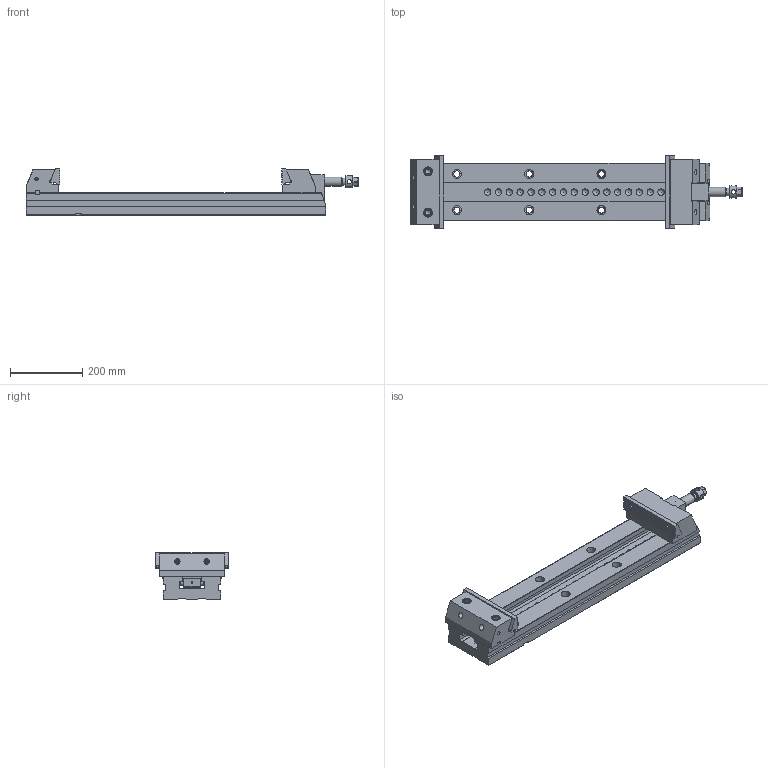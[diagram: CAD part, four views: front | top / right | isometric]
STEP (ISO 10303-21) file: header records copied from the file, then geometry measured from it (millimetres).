
FILE_DESCRIPTION(/* description */ (''),/* implementation_level */ '2;1');
FILE_NAME(/* name */ '60_200XL_Mordaza.stp',/* time_stamp */ '2013-11-06T17:25:53+01:00',/* author */ (''),/* organization */ (''),/* preprocessor_version */ 'ST-DEVELOPER v11',/* originating_system */ 'SIEMENS PLM Software NX 7.5',/* authorisation */ '');
FILE_SCHEMA (('CONFIG_CONTROL_DESIGN'));
Length unit declared in the file: millimetre
Products named in the file (1): 60_200XL_Mordaza
Bounding box: 919 x 200 x 127.95 mm (x, y, z)
Volume: 8116059.6 mm3; surface area: 828196.1 mm2
Topology: 15 solids, 15 shells, 594 faces, 1549 edges, 1004 vertices
Faces by surface type: plane 332, cylinder 145, cone 73, sphere 23, torus 21
Full cylindrical faces by diameter (mm): 4.351 x1, 5 x2, 5.188 x1, 6.985 x4, 8.5 x4, 8.782 x6, 10 x4, 10.579 x3, 12 x4, 12.376 x2, 13.682 x2, 14.376 x2, 15 x6, 15.682 x2, 16 x6, 16.5 x1, 17 x10, 20 x3, 21 x2, 21.25 x1, 22 x2, 24 x2, 25 x10, 26 x1, 30 x2, 33.8 x1, 34 x3
Entity records: 17148 total; most frequent: CARTESIAN_POINT 3663, DIRECTION 2752, ORIENTED_EDGE 2510, EDGE_CURVE 1255, AXIS2_PLACEMENT_3D 994, VERTEX_POINT 905, EDGE_LOOP 849, LINE 764
